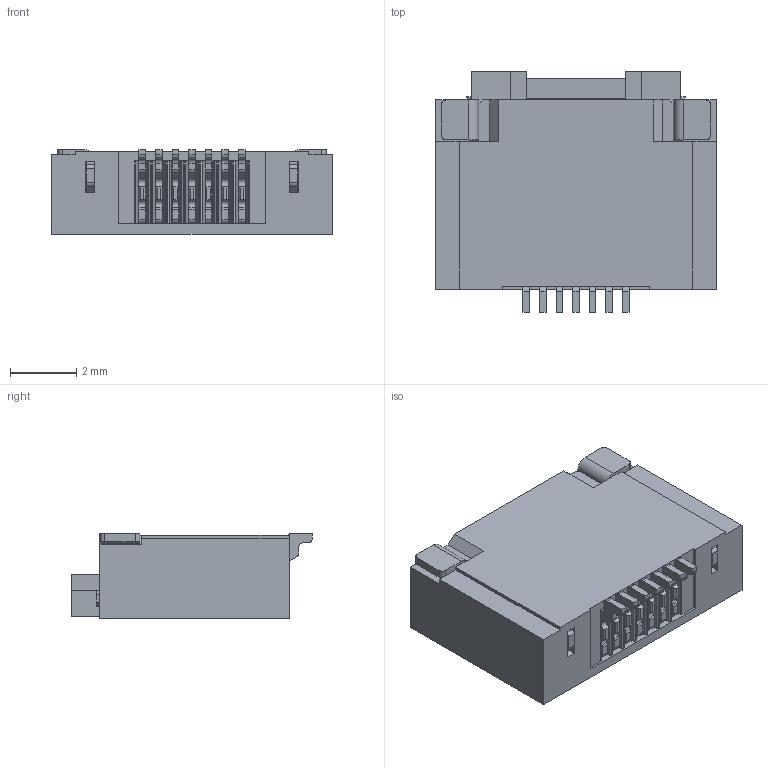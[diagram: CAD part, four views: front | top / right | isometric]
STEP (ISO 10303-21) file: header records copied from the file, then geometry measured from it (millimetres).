
FILE_DESCRIPTION((''),'2;1');
FILE_NAME('FPC05-255H-COVER-7P_ASM','2022-12-19T16:30:01',('Administrator'),(''),'CREO PARAMETRIC BY PTC INC, 2020033','CREO PARAMETRIC BY PTC INC, 2020033','');
FILE_SCHEMA(('CONFIG_CONTROL_DESIGN'));
Length unit declared in the file: millimetre
Products named in the file (1): FPC05-255H-COVER-7P_ASM
Bounding box: 8.45 x 7.25 x 2.55 mm (x, y, z)
Volume: 91.1 mm3; surface area: 467.4 mm2
Topology: 1 solids, 1 shells, 811 faces, 2478 edges, 1612 vertices
Faces by surface type: plane 474, cylinder 307, sphere 14, torus 14, bspline 2
Entity records: 28178 total; most frequent: CARTESIAN_POINT 5499, ORIENTED_EDGE 4956, DIRECTION 4630, EDGE_CURVE 2478, VECTOR 1776, LINE 1776, VERTEX_POINT 1612, AXIS2_PLACEMENT_3D 1427
